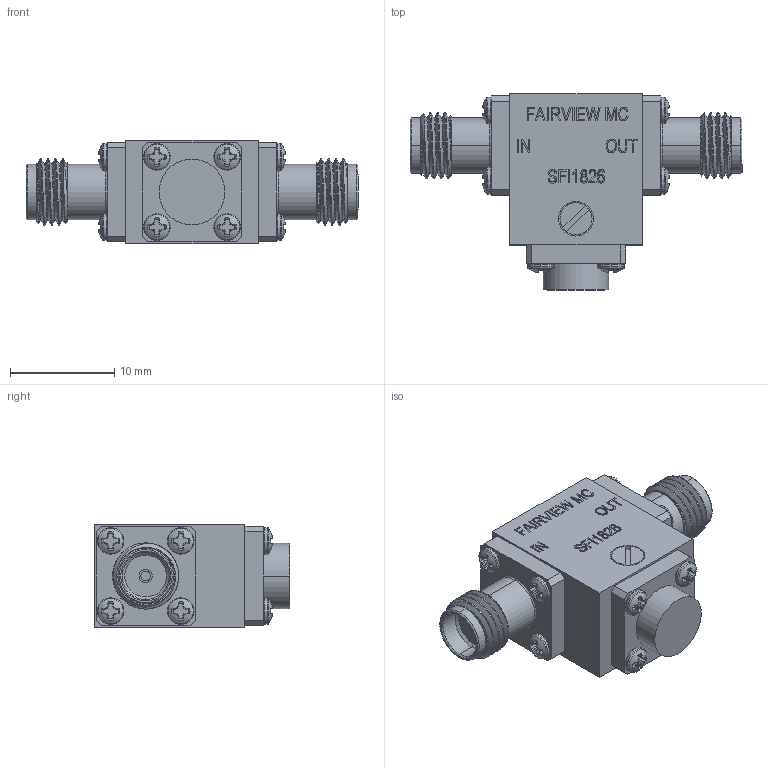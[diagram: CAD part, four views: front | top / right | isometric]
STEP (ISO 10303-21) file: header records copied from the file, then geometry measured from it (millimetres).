
FILE_DESCRIPTION (( 'STEP AP214' ), '1' );
FILE_NAME ('SFI1826_3D.step', '2024-07-16T22:42:36', ( '' ), ( '' ), 'SwSTEP 2.0', 'SolidWorks 2022', '' );
FILE_SCHEMA (( 'AUTOMOTIVE_DESIGN' ));
Length unit declared in the file: inch
Products named in the file (1): SFI1826_3D
Bounding box: 31.85 x 18.8 x 9.91 mm (x, y, z)
Volume: 2625.6 mm3; surface area: 2140.2 mm2
Topology: 1 solids, 18 shells, 1241 faces, 3323 edges, 2198 vertices
Faces by surface type: plane 486, cylinder 468, bspline 123, cone 100, torus 52, sphere 12
Entity records: 61089 total; most frequent: CARTESIAN_POINT 32274, ORIENTED_EDGE 6614, DIRECTION 5329, EDGE_CURVE 3307, VERTEX_POINT 2198, AXIS2_PLACEMENT_3D 1943, LINE 1443, VECTOR 1443
